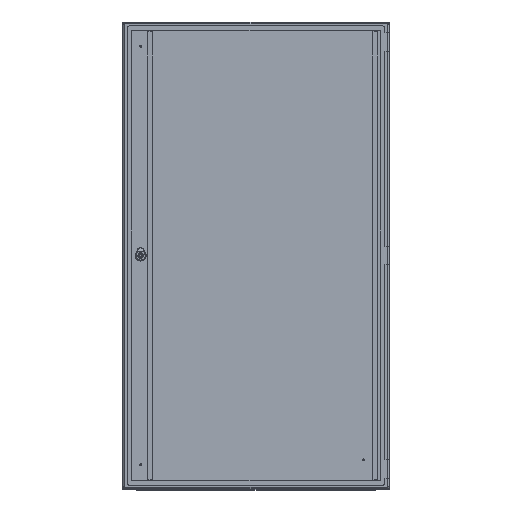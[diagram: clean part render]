
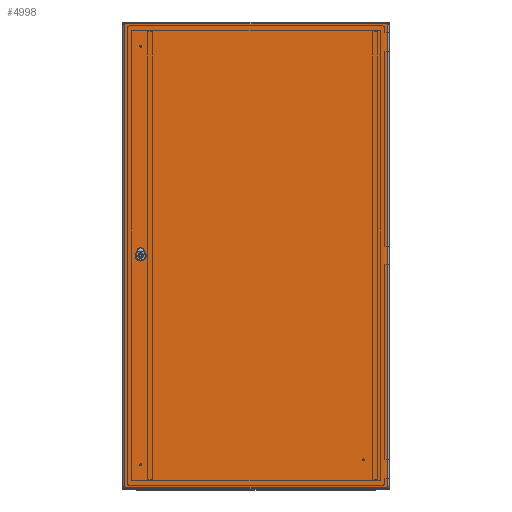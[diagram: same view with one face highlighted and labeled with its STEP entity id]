
A CAD part, top view. The second image highlights one B-rep face of the part: STEP entity #4998.
In plain terms, the highlighted face is planar.
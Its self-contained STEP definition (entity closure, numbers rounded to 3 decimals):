
#2946=FACE_BOUND('',#7122,.T.);
#2947=FACE_BOUND('',#7123,.T.);
#4242=CIRCLE('',#18228,11.25);
#4243=CIRCLE('',#18229,11.25);
#4244=CIRCLE('',#18230,11.25);
#4245=CIRCLE('',#18231,11.25);
#4246=CIRCLE('',#18232,1.);
#4247=CIRCLE('',#18233,1.);
#4248=CIRCLE('',#18234,1.);
#4249=CIRCLE('',#18235,1.);
#4998=ADVANCED_FACE('',(#2946,#2947),#5563,.F.);
#5563=PLANE('',#18236);
#7122=EDGE_LOOP('',(#9549,#9550,#9551,#9552,#9553,#9554,#9555,#9556));
#7123=EDGE_LOOP('',(#9557,#9558,#9559,#9560,#9561,#9562,#9563,#9564));
#9549=ORIENTED_EDGE('',*,*,#14460,.T.);
#9550=ORIENTED_EDGE('',*,*,#14461,.T.);
#9551=ORIENTED_EDGE('',*,*,#14462,.T.);
#9552=ORIENTED_EDGE('',*,*,#14463,.T.);
#9553=ORIENTED_EDGE('',*,*,#14464,.T.);
#9554=ORIENTED_EDGE('',*,*,#14465,.T.);
#9555=ORIENTED_EDGE('',*,*,#14466,.T.);
#9556=ORIENTED_EDGE('',*,*,#14467,.T.);
#9557=ORIENTED_EDGE('',*,*,#14468,.F.);
#9558=ORIENTED_EDGE('',*,*,#14469,.F.);
#9559=ORIENTED_EDGE('',*,*,#14470,.F.);
#9560=ORIENTED_EDGE('',*,*,#14471,.F.);
#9561=ORIENTED_EDGE('',*,*,#14472,.F.);
#9562=ORIENTED_EDGE('',*,*,#14473,.F.);
#9563=ORIENTED_EDGE('',*,*,#14474,.F.);
#9564=ORIENTED_EDGE('',*,*,#14475,.F.);
#12765=VERTEX_POINT('',#25968);
#12766=VERTEX_POINT('',#25969);
#12767=VERTEX_POINT('',#25971);
#12768=VERTEX_POINT('',#25973);
#12769=VERTEX_POINT('',#25975);
#12770=VERTEX_POINT('',#25977);
#12771=VERTEX_POINT('',#25979);
#12772=VERTEX_POINT('',#25981);
#12773=VERTEX_POINT('',#25984);
#12774=VERTEX_POINT('',#25985);
#12775=VERTEX_POINT('',#25987);
#12776=VERTEX_POINT('',#25989);
#12777=VERTEX_POINT('',#25991);
#12778=VERTEX_POINT('',#25993);
#12779=VERTEX_POINT('',#25995);
#12780=VERTEX_POINT('',#25997);
#14460=EDGE_CURVE('',#12765,#12766,#15941,.T.);
#14461=EDGE_CURVE('',#12766,#12767,#4242,.T.);
#14462=EDGE_CURVE('',#12767,#12768,#15942,.T.);
#14463=EDGE_CURVE('',#12768,#12769,#4243,.T.);
#14464=EDGE_CURVE('',#12769,#12770,#15943,.T.);
#14465=EDGE_CURVE('',#12770,#12771,#4244,.T.);
#14466=EDGE_CURVE('',#12771,#12772,#15944,.T.);
#14467=EDGE_CURVE('',#12772,#12765,#4245,.T.);
#14468=EDGE_CURVE('',#12773,#12774,#4246,.T.);
#14469=EDGE_CURVE('',#12775,#12773,#15945,.T.);
#14470=EDGE_CURVE('',#12776,#12775,#4247,.T.);
#14471=EDGE_CURVE('',#12777,#12776,#15946,.T.);
#14472=EDGE_CURVE('',#12778,#12777,#4248,.T.);
#14473=EDGE_CURVE('',#12779,#12778,#15947,.T.);
#14474=EDGE_CURVE('',#12780,#12779,#4249,.T.);
#14475=EDGE_CURVE('',#12774,#12780,#15948,.T.);
#15941=LINE('',#25967,#16798);
#15942=LINE('',#25972,#16799);
#15943=LINE('',#25976,#16800);
#15944=LINE('',#25980,#16801);
#15945=LINE('',#25986,#16802);
#15946=LINE('',#25990,#16803);
#15947=LINE('',#25994,#16804);
#15948=LINE('',#25998,#16805);
#16798=VECTOR('',#21382,1.);
#16799=VECTOR('',#21385,1.);
#16800=VECTOR('',#21388,1.);
#16801=VECTOR('',#21391,1.);
#16802=VECTOR('',#21396,1.);
#16803=VECTOR('',#21399,1.);
#16804=VECTOR('',#21402,1.);
#16805=VECTOR('',#21405,1.);
#18228=AXIS2_PLACEMENT_3D('',#25970,#21383,#21384);
#18229=AXIS2_PLACEMENT_3D('',#25974,#21386,#21387);
#18230=AXIS2_PLACEMENT_3D('',#25978,#21389,#21390);
#18231=AXIS2_PLACEMENT_3D('',#25982,#21392,#21393);
#18232=AXIS2_PLACEMENT_3D('',#25983,#21394,#21395);
#18233=AXIS2_PLACEMENT_3D('',#25988,#21397,#21398);
#18234=AXIS2_PLACEMENT_3D('',#25992,#21400,#21401);
#18235=AXIS2_PLACEMENT_3D('',#25996,#21403,#21404);
#18236=AXIS2_PLACEMENT_3D('',#25999,#21406,#21407);
#21382=DIRECTION('',(-1.,0.,0.));
#21383=DIRECTION('',(0.,0.,1.));
#21384=DIRECTION('',(1.,0.,0.));
#21385=DIRECTION('',(0.,-1.,0.));
#21386=DIRECTION('',(0.,0.,1.));
#21387=DIRECTION('',(1.,0.,0.));
#21388=DIRECTION('',(1.,0.,0.));
#21389=DIRECTION('',(0.,0.,1.));
#21390=DIRECTION('',(1.,0.,0.));
#21391=DIRECTION('',(0.,1.,0.));
#21392=DIRECTION('',(0.,0.,1.));
#21393=DIRECTION('',(1.,0.,0.));
#21394=DIRECTION('',(0.,0.,1.));
#21395=DIRECTION('',(1.,0.,0.));
#21396=DIRECTION('',(0.,-1.,0.));
#21397=DIRECTION('',(0.,0.,1.));
#21398=DIRECTION('',(1.,0.,0.));
#21399=DIRECTION('',(-1.,0.,0.));
#21400=DIRECTION('',(0.,0.,1.));
#21401=DIRECTION('',(1.,0.,0.));
#21402=DIRECTION('',(0.,1.,0.));
#21403=DIRECTION('',(0.,0.,1.));
#21404=DIRECTION('',(1.,0.,0.));
#21405=DIRECTION('',(1.,0.,0.));
#21406=DIRECTION('',(0.,0.,1.));
#21407=DIRECTION('',(1.,0.,0.));
#25967=CARTESIAN_POINT('',(-393.75,10.2,0.));
#25968=CARTESIAN_POINT('',(350.496,10.2,0.));
#25969=CARTESIAN_POINT('',(341.004,10.2,0.));
#25970=CARTESIAN_POINT('',(345.75,0.,0.));
#25971=CARTESIAN_POINT('',(335.55,4.746,0.));
#25972=CARTESIAN_POINT('',(335.55,693.,0.));
#25973=CARTESIAN_POINT('',(335.55,-4.746,0.));
#25974=CARTESIAN_POINT('',(345.75,0.,0.));
#25975=CARTESIAN_POINT('',(341.004,-10.2,0.));
#25976=CARTESIAN_POINT('',(-393.75,-10.2,0.));
#25977=CARTESIAN_POINT('',(350.496,-10.2,0.));
#25978=CARTESIAN_POINT('',(345.75,0.,0.));
#25979=CARTESIAN_POINT('',(355.95,-4.746,0.));
#25980=CARTESIAN_POINT('',(355.95,693.,0.));
#25981=CARTESIAN_POINT('',(355.95,4.746,0.));
#25982=CARTESIAN_POINT('',(345.75,0.,0.));
#25983=CARTESIAN_POINT('',(-393.75,-693.,0.));
#25984=CARTESIAN_POINT('',(-394.75,-693.,0.));
#25985=CARTESIAN_POINT('',(-393.75,-694.,0.));
#25986=CARTESIAN_POINT('',(-394.75,693.,0.));
#25987=CARTESIAN_POINT('',(-394.75,693.,0.));
#25988=CARTESIAN_POINT('',(-393.75,693.,0.));
#25989=CARTESIAN_POINT('',(-393.75,694.,0.));
#25990=CARTESIAN_POINT('',(393.75,694.,0.));
#25991=CARTESIAN_POINT('',(393.75,694.,0.));
#25992=CARTESIAN_POINT('',(393.75,693.,0.));
#25993=CARTESIAN_POINT('',(394.75,693.,0.));
#25994=CARTESIAN_POINT('',(394.75,-693.,0.));
#25995=CARTESIAN_POINT('',(394.75,-693.,0.));
#25996=CARTESIAN_POINT('',(393.75,-693.,0.));
#25997=CARTESIAN_POINT('',(393.75,-694.,0.));
#25998=CARTESIAN_POINT('',(-393.75,-694.,0.));
#25999=CARTESIAN_POINT('',(-393.75,693.,0.));
